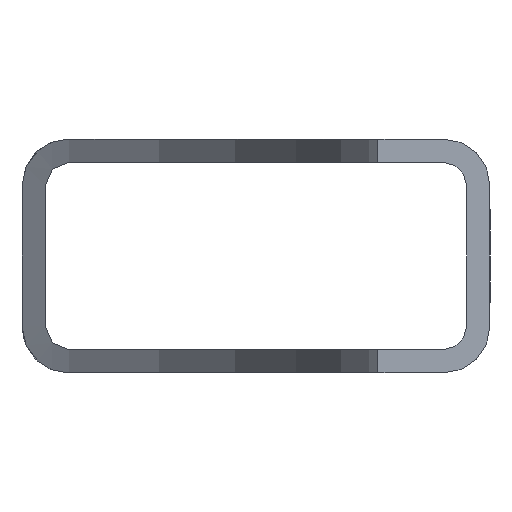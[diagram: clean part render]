
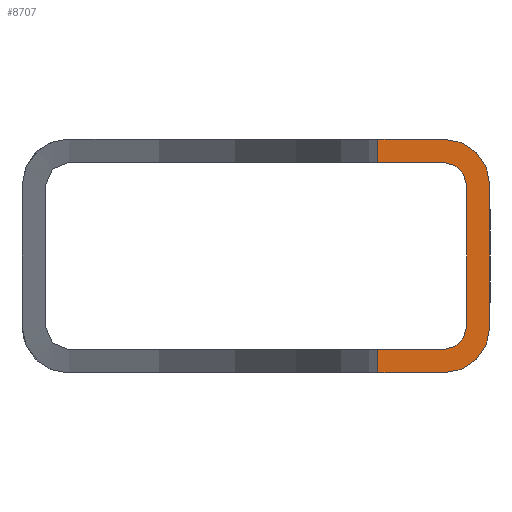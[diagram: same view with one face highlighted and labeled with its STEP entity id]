
A CAD part, front view. The second image highlights one B-rep face of the part: STEP entity #8707.
In plain terms, the highlighted planar face has unit normal (0, -1, 0).
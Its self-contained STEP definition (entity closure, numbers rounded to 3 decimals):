
#326 = CARTESIAN_POINT ( 'NONE',  ( 114., -3265., -37.75 ) ) ;
#401 = CARTESIAN_POINT ( 'NONE',  ( 66., -3265., -10.75 ) ) ;
#487 = EDGE_CURVE ( 'NONE', #6150, #6678, #9040, .T. ) ;
#640 = ORIENTED_EDGE ( 'NONE', *, *, #8998, .F. ) ;
#671 = ORIENTED_EDGE ( 'NONE', *, *, #2751, .F. ) ;
#685 = CIRCLE ( 'NONE', #7099, 6. ) ;
#700 = LINE ( 'NONE', #1551, #11248 ) ;
#1028 = CARTESIAN_POINT ( 'NONE',  ( 114., -3265., -34.75 ) ) ;
#1254 = LINE ( 'NONE', #401, #9134 ) ;
#1296 = VECTOR ( 'NONE', #9196, 1000. ) ;
#1325 = VERTEX_POINT ( 'NONE', #326 ) ;
#1381 = VERTEX_POINT ( 'NONE', #7804 ) ;
#1551 = CARTESIAN_POINT ( 'NONE',  ( 105.638, -3265., -37.75 ) ) ;
#1762 = ORIENTED_EDGE ( 'NONE', *, *, #5675, .T. ) ;
#1839 = CARTESIAN_POINT ( 'NONE',  ( 114., -3265., -13.75 ) ) ;
#2025 = CARTESIAN_POINT ( 'NONE',  ( 114., -3265., -31.75 ) ) ;
#2071 = VERTEX_POINT ( 'NONE', #12168 ) ;
#2087 = ORIENTED_EDGE ( 'NONE', *, *, #8491, .F. ) ;
#2200 = CARTESIAN_POINT ( 'NONE',  ( 114., -3265., -13.75 ) ) ;
#2313 = VECTOR ( 'NONE', #3090, 1000. ) ;
#2590 = LINE ( 'NONE', #7529, #4384 ) ;
#2696 = ORIENTED_EDGE ( 'NONE', *, *, #6444, .T. ) ;
#2750 = DIRECTION ( 'NONE',  ( 0., 0., -1. ) ) ;
#2751 = EDGE_CURVE ( 'NONE', #2071, #6170, #3477, .T. ) ;
#2834 = ORIENTED_EDGE ( 'NONE', *, *, #12247, .F. ) ;
#2873 = AXIS2_PLACEMENT_3D ( 'NONE', #2025, #5847, #5972 ) ;
#2910 = LINE ( 'NONE', #1028, #1296 ) ;
#3090 = DIRECTION ( 'NONE',  ( -1., 0., 0. ) ) ;
#3123 = CARTESIAN_POINT ( 'NONE',  ( 105.638, -3265., -34.75 ) ) ;
#3437 = CARTESIAN_POINT ( 'NONE',  ( 114., -3265., -7.75 ) ) ;
#3477 = CIRCLE ( 'NONE', #2873, 3. ) ;
#3621 = CARTESIAN_POINT ( 'NONE',  ( 117., -3265., -13.75 ) ) ;
#3648 = DIRECTION ( 'NONE',  ( 0., 0., -1. ) ) ;
#3936 = LINE ( 'NONE', #4064, #2313 ) ;
#3987 = AXIS2_PLACEMENT_3D ( 'NONE', #2200, #4195, #11284 ) ;
#4064 = CARTESIAN_POINT ( 'NONE',  ( 66., -3265., -7.75 ) ) ;
#4078 = CARTESIAN_POINT ( 'NONE',  ( 117., -3265., -31.75 ) ) ;
#4140 = VERTEX_POINT ( 'NONE', #3437 ) ;
#4195 = DIRECTION ( 'NONE',  ( 0., -1., 0. ) ) ;
#4227 = EDGE_CURVE ( 'NONE', #6170, #6317, #10519, .T. ) ;
#4268 = ORIENTED_EDGE ( 'NONE', *, *, #487, .T. ) ;
#4384 = VECTOR ( 'NONE', #5567, 1000. ) ;
#4426 = DIRECTION ( 'NONE',  ( 0., 0., 1. ) ) ;
#4559 = FACE_OUTER_BOUND ( 'NONE', #8232, .T. ) ;
#4571 = VECTOR ( 'NONE', #7352, 1000. ) ;
#4592 = ORIENTED_EDGE ( 'NONE', *, *, #11273, .F. ) ;
#5150 = ORIENTED_EDGE ( 'NONE', *, *, #5396, .F. ) ;
#5231 = CIRCLE ( 'NONE', #3987, 3. ) ;
#5275 = LINE ( 'NONE', #7416, #7262 ) ;
#5279 = DIRECTION ( 'NONE',  ( -1., 0., 0. ) ) ;
#5287 = EDGE_CURVE ( 'NONE', #1381, #1325, #2590, .T. ) ;
#5396 = EDGE_CURVE ( 'NONE', #5870, #2071, #2910, .T. ) ;
#5500 = DIRECTION ( 'NONE',  ( 0., 0., 1. ) ) ;
#5567 = DIRECTION ( 'NONE',  ( 1., 0., 0. ) ) ;
#5675 = EDGE_CURVE ( 'NONE', #6678, #4140, #685, .T. ) ;
#5847 = DIRECTION ( 'NONE',  ( 0., -1., 0. ) ) ;
#5870 = VERTEX_POINT ( 'NONE', #3123 ) ;
#5972 = DIRECTION ( 'NONE',  ( 0., 0., -1. ) ) ;
#6150 = VERTEX_POINT ( 'NONE', #7200 ) ;
#6170 = VERTEX_POINT ( 'NONE', #4078 ) ;
#6292 = VERTEX_POINT ( 'NONE', #6293 ) ;
#6293 = CARTESIAN_POINT ( 'NONE',  ( 105.638, -3265., -10.75 ) ) ;
#6308 = VECTOR ( 'NONE', #10910, 1000. ) ;
#6317 = VERTEX_POINT ( 'NONE', #3621 ) ;
#6444 = EDGE_CURVE ( 'NONE', #4140, #11816, #3936, .T. ) ;
#6678 = VERTEX_POINT ( 'NONE', #11726 ) ;
#6911 = CARTESIAN_POINT ( 'NONE',  ( 105.638, -3265., -7.75 ) ) ;
#7099 = AXIS2_PLACEMENT_3D ( 'NONE', #1839, #8807, #2750 ) ;
#7200 = CARTESIAN_POINT ( 'NONE',  ( 120., -3265., -31.75 ) ) ;
#7262 = VECTOR ( 'NONE', #4426, 1000. ) ;
#7352 = DIRECTION ( 'NONE',  ( 0., 0., 1. ) ) ;
#7416 = CARTESIAN_POINT ( 'NONE',  ( 105.638, -3265., -37.75 ) ) ;
#7529 = CARTESIAN_POINT ( 'NONE',  ( 66., -3265., -37.75 ) ) ;
#7804 = CARTESIAN_POINT ( 'NONE',  ( 105.638, -3265., -37.75 ) ) ;
#7922 = AXIS2_PLACEMENT_3D ( 'NONE', #9866, #10952, #8900 ) ;
#8003 = CARTESIAN_POINT ( 'NONE',  ( 120., -3265., -31.75 ) ) ;
#8232 = EDGE_LOOP ( 'NONE', ( #640, #8307, #10947, #4268, #1762, #2696, #4592, #2087, #2834, #11285, #671, #5150 ) ) ;
#8307 = ORIENTED_EDGE ( 'NONE', *, *, #5287, .T. ) ;
#8491 = EDGE_CURVE ( 'NONE', #10122, #6292, #1254, .T. ) ;
#8591 = CARTESIAN_POINT ( 'NONE',  ( 117., -3265., -13.75 ) ) ;
#8707 = ADVANCED_FACE ( 'NONE', ( #4559 ), #11573, .T. ) ;
#8807 = DIRECTION ( 'NONE',  ( 0., -1., 0. ) ) ;
#8873 = CARTESIAN_POINT ( 'NONE',  ( 114., -3265., -10.75 ) ) ;
#8900 = DIRECTION ( 'NONE',  ( 0., 0., -1. ) ) ;
#8998 = EDGE_CURVE ( 'NONE', #1381, #5870, #5275, .T. ) ;
#9040 = LINE ( 'NONE', #8003, #6308 ) ;
#9134 = VECTOR ( 'NONE', #5279, 1000. ) ;
#9196 = DIRECTION ( 'NONE',  ( 1., 0., 0. ) ) ;
#9572 = DIRECTION ( 'NONE',  ( 0., -1., 0. ) ) ;
#9695 = EDGE_CURVE ( 'NONE', #1325, #6150, #9779, .T. ) ;
#9779 = CIRCLE ( 'NONE', #7922, 6. ) ;
#9866 = CARTESIAN_POINT ( 'NONE',  ( 114., -3265., -31.75 ) ) ;
#10122 = VERTEX_POINT ( 'NONE', #8873 ) ;
#10519 = LINE ( 'NONE', #8591, #4571 ) ;
#10669 = CARTESIAN_POINT ( 'NONE',  ( 66., -3265., -13.75 ) ) ;
#10910 = DIRECTION ( 'NONE',  ( 0., 0., 1. ) ) ;
#10947 = ORIENTED_EDGE ( 'NONE', *, *, #9695, .T. ) ;
#10952 = DIRECTION ( 'NONE',  ( 0., -1., 0. ) ) ;
#11248 = VECTOR ( 'NONE', #5500, 1000. ) ;
#11273 = EDGE_CURVE ( 'NONE', #6292, #11816, #700, .T. ) ;
#11284 = DIRECTION ( 'NONE',  ( 0., 0., -1. ) ) ;
#11285 = ORIENTED_EDGE ( 'NONE', *, *, #4227, .F. ) ;
#11573 = PLANE ( 'NONE',  #12224 ) ;
#11726 = CARTESIAN_POINT ( 'NONE',  ( 120., -3265., -13.75 ) ) ;
#11816 = VERTEX_POINT ( 'NONE', #6911 ) ;
#12168 = CARTESIAN_POINT ( 'NONE',  ( 114., -3265., -34.75 ) ) ;
#12224 = AXIS2_PLACEMENT_3D ( 'NONE', #10669, #9572, #3648 ) ;
#12247 = EDGE_CURVE ( 'NONE', #6317, #10122, #5231, .T. ) ;
